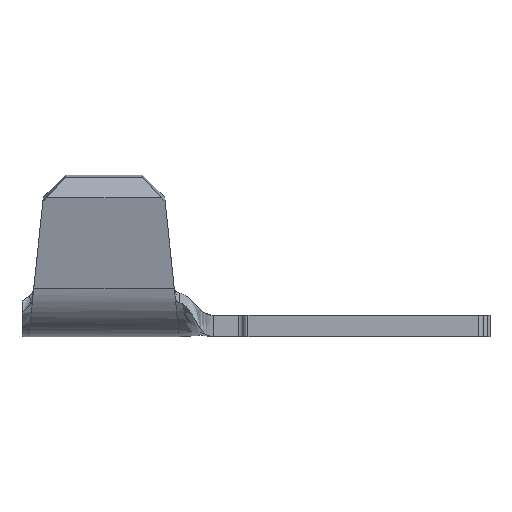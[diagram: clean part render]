
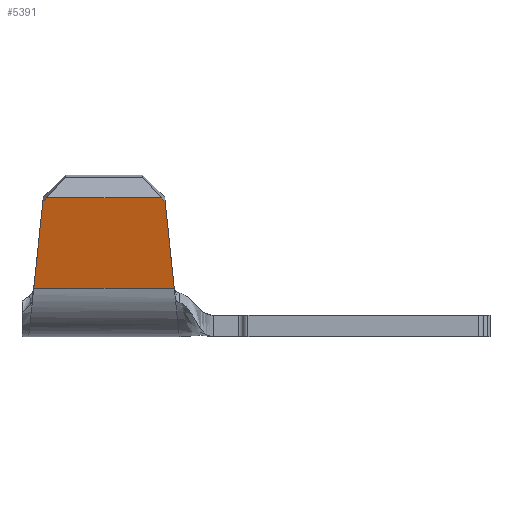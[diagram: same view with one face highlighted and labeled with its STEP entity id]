
A CAD part, top view. The second image highlights one B-rep face of the part: STEP entity #5391.
In plain terms, the highlighted planar face has unit normal (0, -0.217, 0.976).
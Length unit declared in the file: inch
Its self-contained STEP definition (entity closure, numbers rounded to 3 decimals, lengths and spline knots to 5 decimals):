
#217 = CARTESIAN_POINT ( 'NONE',  ( -0.49443, 0.07206, 0.08981 ) ) ;
#233 = EDGE_CURVE ( 'NONE', #2266, #3340, #4620, .T. ) ;
#486 = EDGE_CURVE ( 'NONE', #2879, #3340, #3355, .T. ) ;
#518 = ORIENTED_EDGE ( 'NONE', *, *, #5064, .F. ) ;
#580 = DIRECTION ( 'NONE',  ( 0.102, 0.971, 0.216 ) ) ;
#607 = VECTOR ( 'NONE', #1401, 39.37008 ) ;
#783 = DIRECTION ( 'NONE',  ( 0., -0.976, -0.217 ) ) ;
#823 = DIRECTION ( 'NONE',  ( 1., 0., 0. ) ) ;
#858 = EDGE_LOOP ( 'NONE', ( #6402, #2046, #518, #4736, #4311, #1918 ) ) ;
#867 = VERTEX_POINT ( 'NONE', #2318 ) ;
#1071 = CARTESIAN_POINT ( 'NONE',  ( -0.502, 0.07206, 0.08981 ) ) ;
#1188 = CARTESIAN_POINT ( 'NONE',  ( -0.48072, 0.20243, 0.11876 ) ) ;
#1357 = CARTESIAN_POINT ( 'NONE',  ( -0.55814, 0.12688, 0.10198 ) ) ;
#1401 = DIRECTION ( 'NONE',  ( -0.707, -0.69, -0.153 ) ) ;
#1451 = VECTOR ( 'NONE', #580, 39.37008 ) ;
#1799 = LINE ( 'NONE', #5863, #1451 ) ;
#1918 = ORIENTED_EDGE ( 'NONE', *, *, #233, .T. ) ;
#2011 = CARTESIAN_POINT ( 'NONE',  ( -0.28357, 0.07206, 0.08981 ) ) ;
#2046 = ORIENTED_EDGE ( 'NONE', *, *, #4183, .T. ) ;
#2099 = LINE ( 'NONE', #1357, #607 ) ;
#2266 = VERTEX_POINT ( 'NONE', #217 ) ;
#2275 = FACE_OUTER_BOUND ( 'NONE', #858, .T. ) ;
#2318 = CARTESIAN_POINT ( 'NONE',  ( -0.47501, 0.20801, 0.12 ) ) ;
#2564 = VECTOR ( 'NONE', #3230, 39.37008 ) ;
#2691 = EDGE_CURVE ( 'NONE', #2266, #5548, #1799, .T. ) ;
#2879 = VERTEX_POINT ( 'NONE', #6725 ) ;
#2887 = VERTEX_POINT ( 'NONE', #6235 ) ;
#3027 = PLANE ( 'NONE',  #6279 ) ;
#3230 = DIRECTION ( 'NONE',  ( 0.102, -0.971, -0.216 ) ) ;
#3263 = CARTESIAN_POINT ( 'NONE',  ( -0.28585, 0.09371, 0.09462 ) ) ;
#3340 = VERTEX_POINT ( 'NONE', #2011 ) ;
#3355 = LINE ( 'NONE', #3263, #2564 ) ;
#3565 = CARTESIAN_POINT ( 'NONE',  ( -0.502, 0.07206, 0.08981 ) ) ;
#3567 = DIRECTION ( 'NONE',  ( -0.707, 0.69, 0.153 ) ) ;
#3969 = VECTOR ( 'NONE', #4723, 39.37008 ) ;
#4065 = DIRECTION ( 'NONE',  ( 0., -0.217, 0.976 ) ) ;
#4183 = EDGE_CURVE ( 'NONE', #2879, #2887, #5511, .T. ) ;
#4213 = VECTOR ( 'NONE', #3567, 39.37008 ) ;
#4220 = CARTESIAN_POINT ( 'NONE',  ( -0.502, 0.20801, 0.12 ) ) ;
#4311 = ORIENTED_EDGE ( 'NONE', *, *, #2691, .F. ) ;
#4620 = LINE ( 'NONE', #1071, #5749 ) ;
#4723 = DIRECTION ( 'NONE',  ( 1., 0., 0. ) ) ;
#4736 = ORIENTED_EDGE ( 'NONE', *, *, #6252, .T. ) ;
#5056 = CARTESIAN_POINT ( 'NONE',  ( -0.33289, 0.23719, 0.12648 ) ) ;
#5064 = EDGE_CURVE ( 'NONE', #867, #2887, #5426, .T. ) ;
#5391 = ADVANCED_FACE ( 'NONE', ( #2275 ), #3027, .T. ) ;
#5426 = LINE ( 'NONE', #4220, #3969 ) ;
#5511 = LINE ( 'NONE', #5056, #4213 ) ;
#5548 = VERTEX_POINT ( 'NONE', #1188 ) ;
#5749 = VECTOR ( 'NONE', #823, 39.37008 ) ;
#5863 = CARTESIAN_POINT ( 'NONE',  ( -0.49451, 0.07131, 0.08965 ) ) ;
#6235 = CARTESIAN_POINT ( 'NONE',  ( -0.30299, 0.20801, 0.12 ) ) ;
#6252 = EDGE_CURVE ( 'NONE', #867, #5548, #2099, .T. ) ;
#6279 = AXIS2_PLACEMENT_3D ( 'NONE', #3565, #4065, #783 ) ;
#6402 = ORIENTED_EDGE ( 'NONE', *, *, #486, .F. ) ;
#6725 = CARTESIAN_POINT ( 'NONE',  ( -0.29728, 0.20243, 0.11876 ) ) ;
